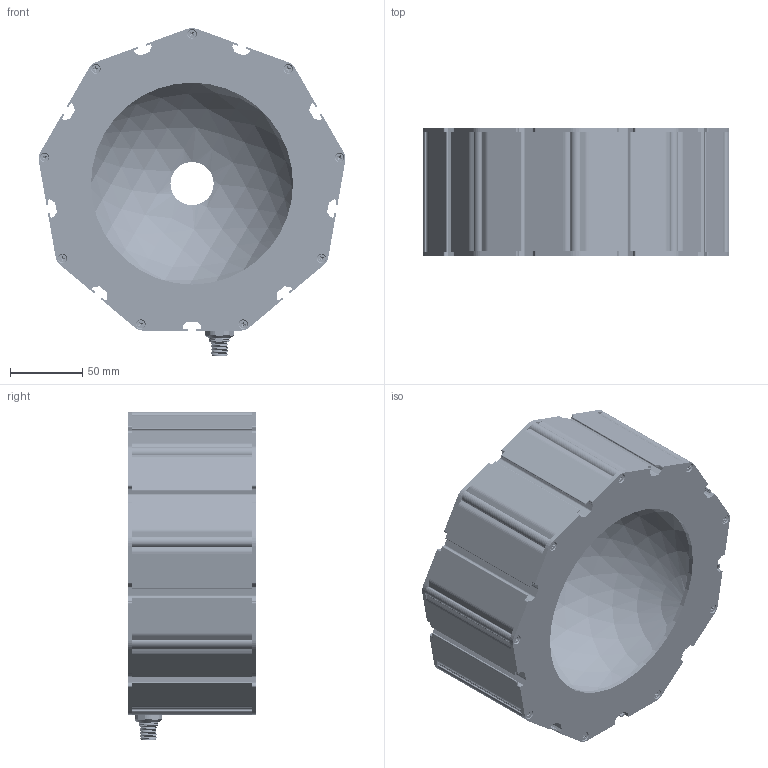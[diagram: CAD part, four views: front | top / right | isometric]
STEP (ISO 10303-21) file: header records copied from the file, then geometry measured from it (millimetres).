
FILE_DESCRIPTION (( 'STEP AP214' ), '1' );
FILE_NAME ('DDL 150_R2.STEP', '2015-07-07T17:03:03', ( '' ), ( '' ), 'SwSTEP 2.0', 'SolidWorks 2015', '' );
FILE_SCHEMA (( 'AUTOMOTIVE_DESIGN' ));
Length unit declared in the file: millimetre
Products named in the file (12): DDL-150-RR; DDL_150_Plate_30_hole; EXT-DDL-150-ASM; EXT-DDL-150_82.7mm; EXT-DDL-150_82.7mm_Driver; 91420A124_91420A124; FOAM-00544-01-R1_6.25 in; DDL_150_Plate_140_hole; DOME-00544-01-R1_6.25 in; DDL 150_R2; M12 Nut; M12_Male
Assembly tree (35 placements, depth 3):
  DDL 150_R2
    DOME-00544-01-R1_6.25 in
    DDL_150_Plate_140_hole
    FOAM-00544-01-R1_6.25 in
    91420A124_91420A124  x18
    EXT-DDL-150-ASM
      EXT-DDL-150_82.7mm_Driver
      EXT-DDL-150_82.7mm  x8
    DDL_150_Plate_30_hole
    DDL-150-RR
    M12_Male
    M12 Nut
Bounding box: 212.73 x 89.05 x 227.44 mm (x, y, z)
Volume: 377095 mm3; surface area: 388862.5 mm2
Topology: 34 solids, 35 shells, 3665 faces, 10554 edges, 6954 vertices
Faces by surface type: cylinder 2474, plane 723, cone 348, bspline 106, torus 10, sphere 4
Entity records: 57115 total; most frequent: CARTESIAN_POINT 29616, ORIENTED_EDGE 5472, DIRECTION 5035, EDGE_CURVE 2736, AXIS2_PLACEMENT_3D 1885, VERTEX_POINT 1801, VECTOR 1265, LINE 1265
